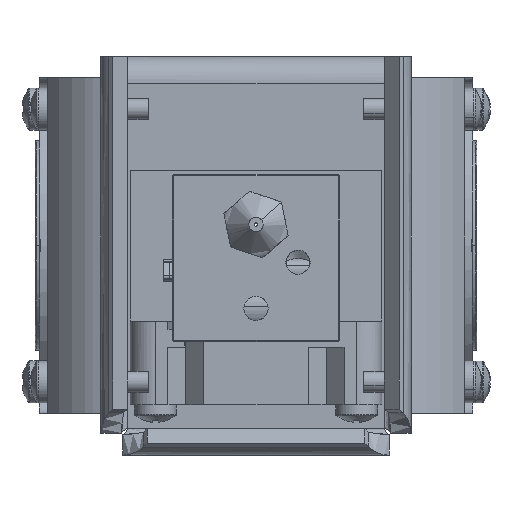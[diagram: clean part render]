
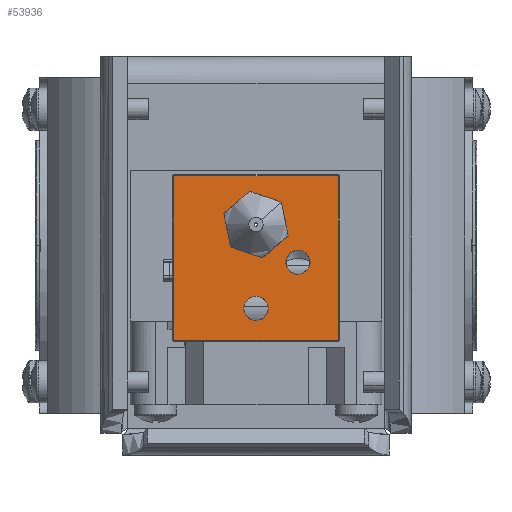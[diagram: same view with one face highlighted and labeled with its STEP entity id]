
A CAD part, front view. The second image highlights one B-rep face of the part: STEP entity #53936.
In plain terms, the highlighted free-form (B-spline) face has degree [1, 1] with [2, 2] control points.
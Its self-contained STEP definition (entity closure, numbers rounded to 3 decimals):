
#52528 = VERTEX_POINT('',#52529);
#52529 = CARTESIAN_POINT('',(5.964,-29.822,
    -4.115));
#52534 = EDGE_CURVE('',#52535,#52528,#52537,.T.);
#52535 = VERTEX_POINT('',#52536);
#52536 = CARTESIAN_POINT('',(5.964,-29.822,
    -0.656));
#52537 = ( BOUNDED_CURVE() B_SPLINE_CURVE(2,(#52538,#52539,#52540,#52541
,#52542),.UNSPECIFIED.,.F.,.F.) B_SPLINE_CURVE_WITH_KNOTS((3,2,3),(
    3.142,4.712,6.283),
.PIECEWISE_BEZIER_KNOTS.) CURVE() GEOMETRIC_REPRESENTATION_ITEM() 
RATIONAL_B_SPLINE_CURVE((1.,0.707,1.,0.707,1.)) 
REPRESENTATION_ITEM('') );
#52538 = CARTESIAN_POINT('',(5.964,-29.822,
    -0.656));
#52539 = CARTESIAN_POINT('',(4.235,-29.822,
    -0.656));
#52540 = CARTESIAN_POINT('',(4.235,-29.822,
    -2.386));
#52541 = CARTESIAN_POINT('',(4.235,-29.822,
    -4.115));
#52542 = CARTESIAN_POINT('',(5.964,-29.822,
    -4.115));
#52574 = VERTEX_POINT('',#52575);
#52575 = CARTESIAN_POINT('',(0.,-29.822,
    -10.676));
#52580 = EDGE_CURVE('',#52581,#52574,#52583,.T.);
#52581 = VERTEX_POINT('',#52582);
#52582 = CARTESIAN_POINT('',(0.,-29.822,
    -7.217));
#52583 = ( BOUNDED_CURVE() B_SPLINE_CURVE(2,(#52584,#52585,#52586,#52587
,#52588),.UNSPECIFIED.,.F.,.F.) B_SPLINE_CURVE_WITH_KNOTS((3,2,3),(
    3.142,4.712,6.283),
.PIECEWISE_BEZIER_KNOTS.) CURVE() GEOMETRIC_REPRESENTATION_ITEM() 
RATIONAL_B_SPLINE_CURVE((1.,0.707,1.,0.707,1.)) 
REPRESENTATION_ITEM('') );
#52584 = CARTESIAN_POINT('',(0.,-29.822,
    -7.217));
#52585 = CARTESIAN_POINT('',(-1.73,-29.822,
    -7.217));
#52586 = CARTESIAN_POINT('',(-1.73,-29.822,
    -8.947));
#52587 = CARTESIAN_POINT('',(-1.73,-29.822,
    -10.676));
#52588 = CARTESIAN_POINT('',(0.,-29.822,
    -10.676));
#53263 = VERTEX_POINT('',#53264);
#53264 = CARTESIAN_POINT('',(0.,-29.822,
    -0.596));
#53269 = EDGE_CURVE('',#53270,#53263,#53272,.T.);
#53270 = VERTEX_POINT('',#53271);
#53271 = CARTESIAN_POINT('',(-2.933,-29.822,
    0.932));
#53272 = ( BOUNDED_CURVE() B_SPLINE_CURVE(2,(#53273,#53274,#53275),
.UNSPECIFIED.,.F.,.F.) B_SPLINE_CURVE_WITH_KNOTS((3,3),(5.323,
6.283),.PIECEWISE_BEZIER_KNOTS.) CURVE() 
GEOMETRIC_REPRESENTATION_ITEM() RATIONAL_B_SPLINE_CURVE((1.,
0.887,1.)) REPRESENTATION_ITEM('') );
#53273 = CARTESIAN_POINT('',(-2.933,-29.822,
    0.932));
#53274 = CARTESIAN_POINT('',(-1.865,-29.822,
    -0.596));
#53275 = CARTESIAN_POINT('',(0.,-29.822,
    -0.596));
#53696 = EDGE_CURVE('',#53263,#53697,#53699,.T.);
#53697 = VERTEX_POINT('',#53698);
#53698 = CARTESIAN_POINT('',(3.579,-29.822,
    2.982));
#53699 = ( BOUNDED_CURVE() B_SPLINE_CURVE(2,(#53700,#53701,#53702),
.UNSPECIFIED.,.F.,.F.) B_SPLINE_CURVE_WITH_KNOTS((3,3),(0.,
1.571),.PIECEWISE_BEZIER_KNOTS.) CURVE() 
GEOMETRIC_REPRESENTATION_ITEM() RATIONAL_B_SPLINE_CURVE((1.,
0.707,1.)) REPRESENTATION_ITEM('') );
#53700 = CARTESIAN_POINT('',(0.,-29.822,
    -0.596));
#53701 = CARTESIAN_POINT('',(3.579,-29.822,
    -0.596));
#53702 = CARTESIAN_POINT('',(3.579,-29.822,
    2.982));
#53936 = ADVANCED_FACE('',(#53937,#53949,#53979,#53990),#54001,.F.);
#53937 = FACE_BOUND('',#53938,.T.);
#53938 = EDGE_LOOP('',(#53939,#53940,#53948));
#53939 = ORIENTED_EDGE('',*,*,#53269,.F.);
#53940 = ORIENTED_EDGE('',*,*,#53941,.F.);
#53941 = EDGE_CURVE('',#53697,#53270,#53942,.T.);
#53942 = ( BOUNDED_CURVE() B_SPLINE_CURVE(2,(#53943,#53944,#53945,#53946
,#53947),.UNSPECIFIED.,.F.,.F.) B_SPLINE_CURVE_WITH_KNOTS((3,2,3),(
    1.571,3.447,5.323),
.PIECEWISE_BEZIER_KNOTS.) CURVE() GEOMETRIC_REPRESENTATION_ITEM() 
RATIONAL_B_SPLINE_CURVE((1.,0.591,1.,0.591,1.)) 
REPRESENTATION_ITEM('') );
#53943 = CARTESIAN_POINT('',(3.579,-29.822,
    2.982));
#53944 = CARTESIAN_POINT('',(3.579,-29.822,
    7.861));
#53945 = CARTESIAN_POINT('',(-1.075,-29.822,
    6.396));
#53946 = CARTESIAN_POINT('',(-5.728,-29.822,
    4.93));
#53947 = CARTESIAN_POINT('',(-2.933,-29.822,
    0.932));
#53948 = ORIENTED_EDGE('',*,*,#53696,.F.);
#53949 = FACE_BOUND('',#53950,.T.);
#53950 = EDGE_LOOP('',(#53951,#53960,#53967,#53974));
#53951 = ORIENTED_EDGE('',*,*,#53952,.T.);
#53952 = EDGE_CURVE('',#53953,#53955,#53957,.T.);
#53953 = VERTEX_POINT('',#53954);
#53954 = CARTESIAN_POINT('',(11.69,-29.822,
    9.901));
#53955 = VERTEX_POINT('',#53956);
#53956 = CARTESIAN_POINT('',(-11.69,-29.822,
    9.901));
#53957 = B_SPLINE_CURVE_WITH_KNOTS('',1,(#53958,#53959),.UNSPECIFIED.,
  .F.,.F.,(2,2),(-9.8,9.8),.PIECEWISE_BEZIER_KNOTS.);
#53958 = CARTESIAN_POINT('',(11.69,-29.822,
    9.901));
#53959 = CARTESIAN_POINT('',(-11.69,-29.822,
    9.901));
#53960 = ORIENTED_EDGE('',*,*,#53961,.T.);
#53961 = EDGE_CURVE('',#53955,#53962,#53964,.T.);
#53962 = VERTEX_POINT('',#53963);
#53963 = CARTESIAN_POINT('',(-11.69,-29.822,
    -13.48));
#53964 = B_SPLINE_CURVE_WITH_KNOTS('',1,(#53965,#53966),.UNSPECIFIED.,
  .F.,.F.,(2,2),(-9.8,9.8),.PIECEWISE_BEZIER_KNOTS.);
#53965 = CARTESIAN_POINT('',(-11.69,-29.822,
    9.901));
#53966 = CARTESIAN_POINT('',(-11.69,-29.822,
    -13.48));
#53967 = ORIENTED_EDGE('',*,*,#53968,.T.);
#53968 = EDGE_CURVE('',#53962,#53969,#53971,.T.);
#53969 = VERTEX_POINT('',#53970);
#53970 = CARTESIAN_POINT('',(11.69,-29.822,
    -13.48));
#53971 = B_SPLINE_CURVE_WITH_KNOTS('',1,(#53972,#53973),.UNSPECIFIED.,
  .F.,.F.,(2,2),(-9.8,9.8),.PIECEWISE_BEZIER_KNOTS.);
#53972 = CARTESIAN_POINT('',(-11.69,-29.822,
    -13.48));
#53973 = CARTESIAN_POINT('',(11.69,-29.822,
    -13.48));
#53974 = ORIENTED_EDGE('',*,*,#53975,.T.);
#53975 = EDGE_CURVE('',#53969,#53953,#53976,.T.);
#53976 = B_SPLINE_CURVE_WITH_KNOTS('',1,(#53977,#53978),.UNSPECIFIED.,
  .F.,.F.,(2,2),(-9.8,9.8),.PIECEWISE_BEZIER_KNOTS.);
#53977 = CARTESIAN_POINT('',(11.69,-29.822,
    -13.48));
#53978 = CARTESIAN_POINT('',(11.69,-29.822,
    9.901));
#53979 = FACE_BOUND('',#53980,.T.);
#53980 = EDGE_LOOP('',(#53981,#53989));
#53981 = ORIENTED_EDGE('',*,*,#53982,.F.);
#53982 = EDGE_CURVE('',#52528,#52535,#53983,.T.);
#53983 = ( BOUNDED_CURVE() B_SPLINE_CURVE(2,(#53984,#53985,#53986,#53987
,#53988),.UNSPECIFIED.,.F.,.F.) B_SPLINE_CURVE_WITH_KNOTS((3,2,3),(0.,
1.571,3.142),.PIECEWISE_BEZIER_KNOTS.) CURVE() 
GEOMETRIC_REPRESENTATION_ITEM() RATIONAL_B_SPLINE_CURVE((1.,
0.707,1.,0.707,1.)) REPRESENTATION_ITEM('') );
#53984 = CARTESIAN_POINT('',(5.964,-29.822,
    -4.115));
#53985 = CARTESIAN_POINT('',(7.694,-29.822,
    -4.115));
#53986 = CARTESIAN_POINT('',(7.694,-29.822,
    -2.386));
#53987 = CARTESIAN_POINT('',(7.694,-29.822,
    -0.656));
#53988 = CARTESIAN_POINT('',(5.964,-29.822,
    -0.656));
#53989 = ORIENTED_EDGE('',*,*,#52534,.F.);
#53990 = FACE_BOUND('',#53991,.T.);
#53991 = EDGE_LOOP('',(#53992,#54000));
#53992 = ORIENTED_EDGE('',*,*,#53993,.F.);
#53993 = EDGE_CURVE('',#52574,#52581,#53994,.T.);
#53994 = ( BOUNDED_CURVE() B_SPLINE_CURVE(2,(#53995,#53996,#53997,#53998
,#53999),.UNSPECIFIED.,.F.,.F.) B_SPLINE_CURVE_WITH_KNOTS((3,2,3),(0.,
1.571,3.142),.PIECEWISE_BEZIER_KNOTS.) CURVE() 
GEOMETRIC_REPRESENTATION_ITEM() RATIONAL_B_SPLINE_CURVE((1.,
0.707,1.,0.707,1.)) REPRESENTATION_ITEM('') );
#53995 = CARTESIAN_POINT('',(0.,-29.822,
    -10.676));
#53996 = CARTESIAN_POINT('',(1.73,-29.822,
    -10.676));
#53997 = CARTESIAN_POINT('',(1.73,-29.822,
    -8.947));
#53998 = CARTESIAN_POINT('',(1.73,-29.822,
    -7.217));
#53999 = CARTESIAN_POINT('',(0.,-29.822,
    -7.217));
#54000 = ORIENTED_EDGE('',*,*,#52580,.F.);
#54001 = B_SPLINE_SURFACE_WITH_KNOTS('',1,1,(
    (#54002,#54003)
    ,(#54004,#54005
    )),.UNSPECIFIED.,.F.,.F.,.F.,(2,2),(2,2),(-9.8,9.8),(-9.8,9.8),
  .PIECEWISE_BEZIER_KNOTS.);
#54002 = CARTESIAN_POINT('',(-11.69,-29.822,
    -13.48));
#54003 = CARTESIAN_POINT('',(11.69,-29.822,
    -13.48));
#54004 = CARTESIAN_POINT('',(-11.69,-29.822,
    9.901));
#54005 = CARTESIAN_POINT('',(11.69,-29.822,
    9.901));
